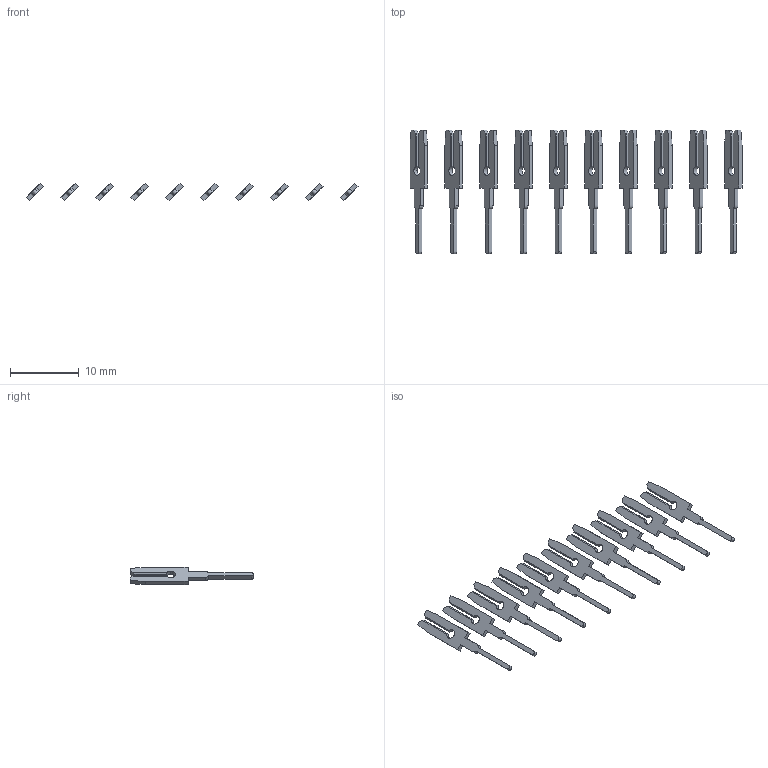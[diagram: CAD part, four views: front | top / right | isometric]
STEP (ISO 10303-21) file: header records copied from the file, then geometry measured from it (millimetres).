
FILE_DESCRIPTION (( 'STEP AP203' ), '1' );
FILE_NAME ('106-010-251-200.STEP', '2020-04-16T18:27:16', ( '' ), ( '' ), 'SwSTEP 2.0', 'SolidWorks 2016', '' );
FILE_SCHEMA (( 'CONFIG_CONTROL_DESIGN' ));
Length unit declared in the file: inch
Products named in the file (2): 100-290-001_100-290-251; 106-010-251-200
Assembly tree (10 placements, depth 2):
  106-010-251-200
    100-290-001_100-290-251  x10
Bounding box: 48.25 x 17.91 x 2.53 mm (x, y, z)
Volume: 182.8 mm3; surface area: 898.7 mm2
Topology: 10 solids, 10 shells, 280 faces, 780 edges, 520 vertices
Faces by surface type: plane 220, cylinder 60
Entity records: 1382 total; most frequent: CARTESIAN_POINT 183, DIRECTION 168, ORIENTED_EDGE 156, EDGE_CURVE 78, VECTOR 62, LINE 62, AXIS2_PLACEMENT_3D 53, VERTEX_POINT 52
